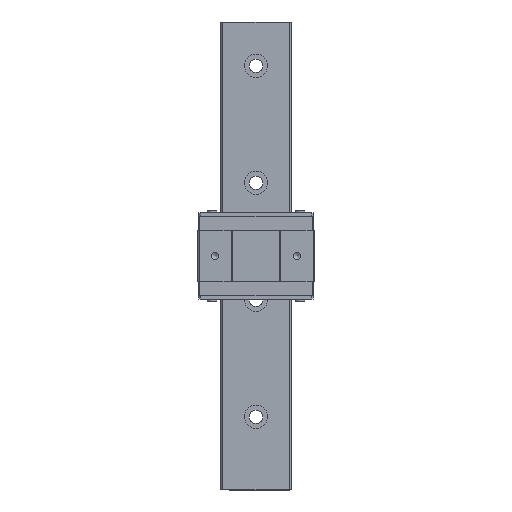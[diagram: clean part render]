
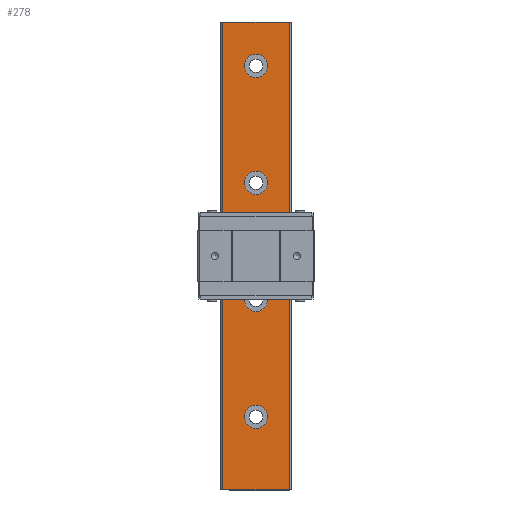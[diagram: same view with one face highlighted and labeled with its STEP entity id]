
A CAD part, top view. The second image highlights one B-rep face of the part: STEP entity #278.
In plain terms, the highlighted planar face has unit normal (0, 0, 1).
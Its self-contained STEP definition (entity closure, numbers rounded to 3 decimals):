
#278 = ADVANCED_FACE( '', ( #690, #691, #692, #693, #694 ), #695, .F. );
#690 = FACE_BOUND( '', #1274, .T. );
#691 = FACE_BOUND( '', #1275, .T. );
#692 = FACE_BOUND( '', #1276, .T. );
#693 = FACE_BOUND( '', #1277, .T. );
#694 = FACE_OUTER_BOUND( '', #1278, .T. );
#695 = PLANE( '', #1279 );
#1274 = EDGE_LOOP( '', ( #1961 ) );
#1275 = EDGE_LOOP( '', ( #1962 ) );
#1276 = EDGE_LOOP( '', ( #1963 ) );
#1277 = EDGE_LOOP( '', ( #1964 ) );
#1278 = EDGE_LOOP( '', ( #1965, #1966, #1967, #1968 ) );
#1279 = AXIS2_PLACEMENT_3D( '', #1969, #1970, #1971 );
#1961 = ORIENTED_EDGE( '', *, *, #3438, .T. );
#1962 = ORIENTED_EDGE( '', *, *, #3512, .T. );
#1963 = ORIENTED_EDGE( '', *, *, #3513, .T. );
#1964 = ORIENTED_EDGE( '', *, *, #3514, .T. );
#1965 = ORIENTED_EDGE( '', *, *, #3515, .T. );
#1966 = ORIENTED_EDGE( '', *, *, #3516, .F. );
#1967 = ORIENTED_EDGE( '', *, *, #3517, .F. );
#1968 = ORIENTED_EDGE( '', *, *, #3518, .T. );
#1969 = CARTESIAN_POINT( '', ( -11.419, -80., 8.5 ) );
#1970 = DIRECTION( '', ( 0., 0., -1. ) );
#1971 = DIRECTION( '', ( -1., 0., 0. ) );
#3438 = EDGE_CURVE( '', #4106, #4106, #4107, .T. );
#3512 = EDGE_CURVE( '', #4235, #4235, #4236, .T. );
#3513 = EDGE_CURVE( '', #4237, #4237, #4238, .T. );
#3514 = EDGE_CURVE( '', #4239, #4239, #4240, .T. );
#3515 = EDGE_CURVE( '', #4241, #4242, #4243, .T. );
#3516 = EDGE_CURVE( '', #4244, #4242, #4245, .T. );
#3517 = EDGE_CURVE( '', #4246, #4244, #4247, .T. );
#3518 = EDGE_CURVE( '', #4246, #4241, #4248, .T. );
#4106 = VERTEX_POINT( '', #5072 );
#4107 = CIRCLE( '', #5073, 4. );
#4235 = VERTEX_POINT( '', #5257 );
#4236 = CIRCLE( '', #5258, 4. );
#4237 = VERTEX_POINT( '', #5259 );
#4238 = CIRCLE( '', #5260, 4. );
#4239 = VERTEX_POINT( '', #5261 );
#4240 = CIRCLE( '', #5262, 4. );
#4241 = VERTEX_POINT( '', #5263 );
#4242 = VERTEX_POINT( '', #5264 );
#4243 = LINE( '', #5265, #5266 );
#4244 = VERTEX_POINT( '', #5267 );
#4245 = LINE( '', #5268, #5269 );
#4246 = VERTEX_POINT( '', #5270 );
#4247 = LINE( '', #5271, #5272 );
#4248 = LINE( '', #5273, #5274 );
#5072 = CARTESIAN_POINT( '', ( 4., -55., 8.5 ) );
#5073 = AXIS2_PLACEMENT_3D( '', #6350, #6351, #6352 );
#5257 = CARTESIAN_POINT( '', ( 4., -15., 8.5 ) );
#5258 = AXIS2_PLACEMENT_3D( '', #6415, #6416, #6417 );
#5259 = CARTESIAN_POINT( '', ( 4., 25., 8.5 ) );
#5260 = AXIS2_PLACEMENT_3D( '', #6418, #6419, #6420 );
#5261 = CARTESIAN_POINT( '', ( 4., 65., 8.5 ) );
#5262 = AXIS2_PLACEMENT_3D( '', #6421, #6422, #6423 );
#5263 = CARTESIAN_POINT( '', ( 11.419, 80., 8.5 ) );
#5264 = CARTESIAN_POINT( '', ( -11.419, 80., 8.5 ) );
#5265 = CARTESIAN_POINT( '', ( -11.419, 80., 8.5 ) );
#5266 = VECTOR( '', #6424, 1000. );
#5267 = CARTESIAN_POINT( '', ( -11.419, -80., 8.5 ) );
#5268 = CARTESIAN_POINT( '', ( -11.419, -80., 8.5 ) );
#5269 = VECTOR( '', #6425, 1000. );
#5270 = CARTESIAN_POINT( '', ( 11.419, -80., 8.5 ) );
#5271 = CARTESIAN_POINT( '', ( -11.419, -80., 8.5 ) );
#5272 = VECTOR( '', #6426, 1000. );
#5273 = CARTESIAN_POINT( '', ( 11.419, -80., 8.5 ) );
#5274 = VECTOR( '', #6427, 1000. );
#6350 = CARTESIAN_POINT( '', ( 0., -55., 8.5 ) );
#6351 = DIRECTION( '', ( 0., 0., -1. ) );
#6352 = DIRECTION( '', ( 1., 0., 0. ) );
#6415 = CARTESIAN_POINT( '', ( 0., -15., 8.5 ) );
#6416 = DIRECTION( '', ( 0., 0., -1. ) );
#6417 = DIRECTION( '', ( 1., 0., 0. ) );
#6418 = CARTESIAN_POINT( '', ( 0., 25., 8.5 ) );
#6419 = DIRECTION( '', ( 0., 0., -1. ) );
#6420 = DIRECTION( '', ( 1., 0., 0. ) );
#6421 = CARTESIAN_POINT( '', ( 0., 65., 8.5 ) );
#6422 = DIRECTION( '', ( 0., 0., -1. ) );
#6423 = DIRECTION( '', ( 1., 0., 0. ) );
#6424 = DIRECTION( '', ( -1., 0., 0. ) );
#6425 = DIRECTION( '', ( 0., 1., 0. ) );
#6426 = DIRECTION( '', ( -1., 0., 0. ) );
#6427 = DIRECTION( '', ( 0., 1., 0. ) );
